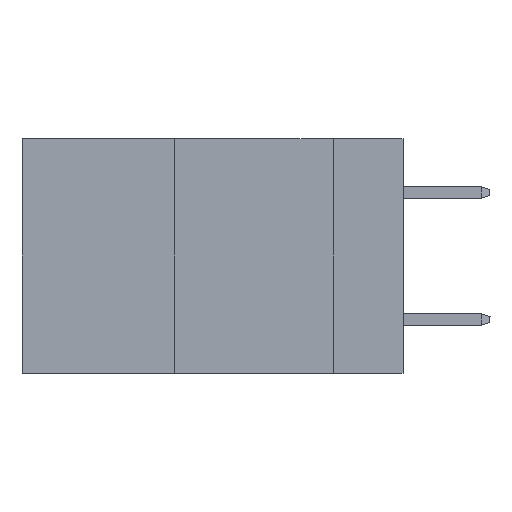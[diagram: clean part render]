
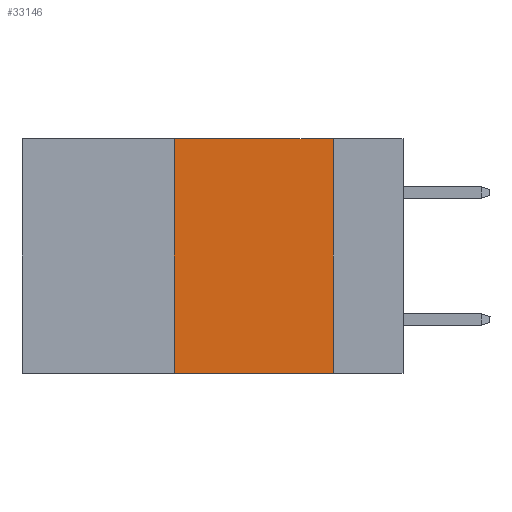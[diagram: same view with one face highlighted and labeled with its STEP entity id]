
A CAD part, left-side view. The second image highlights one B-rep face of the part: STEP entity #33146.
In plain terms, the highlighted planar face has unit normal (-1, 0, 0).
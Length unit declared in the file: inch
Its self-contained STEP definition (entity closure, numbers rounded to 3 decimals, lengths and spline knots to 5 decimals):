
#1188 = VECTOR ( 'NONE', #39120, 39.37008 ) ;
#4025 = LINE ( 'NONE', #17100, #23613 ) ;
#4697 = CARTESIAN_POINT ( 'NONE',  ( 0., 0.36, 0. ) ) ;
#4732 = CARTESIAN_POINT ( 'NONE',  ( 0., 0.6, 0. ) ) ;
#7360 = CARTESIAN_POINT ( 'NONE',  ( 0., 0.36, 0. ) ) ;
#7494 = EDGE_CURVE ( 'NONE', #14302, #36563, #37113, .T. ) ;
#7682 = EDGE_LOOP ( 'NONE', ( #18164, #33473, #26595, #29371 ) ) ;
#10435 = PLANE ( 'NONE',  #36668 ) ;
#10637 = FACE_OUTER_BOUND ( 'NONE', #7682, .T. ) ;
#10943 = DIRECTION ( 'NONE',  ( 0., -1., 0. ) ) ;
#14302 = VERTEX_POINT ( 'NONE', #7360 ) ;
#16017 = CARTESIAN_POINT ( 'NONE',  ( 0., 0.36, -0.37 ) ) ;
#16056 = VECTOR ( 'NONE', #10943, 39.37008 ) ;
#16748 = LINE ( 'NONE', #32986, #1188 ) ;
#17100 = CARTESIAN_POINT ( 'NONE',  ( 0., 0.6, -0.37 ) ) ;
#17950 = VECTOR ( 'NONE', #20528, 39.37008 ) ;
#18164 = ORIENTED_EDGE ( 'NONE', *, *, #39119, .F. ) ;
#20528 = DIRECTION ( 'NONE',  ( 0., 0., 1. ) ) ;
#20729 = CARTESIAN_POINT ( 'NONE',  ( 0., 0.11, 0. ) ) ;
#20970 = DIRECTION ( 'NONE',  ( 1., 0., 0. ) ) ;
#21230 = VERTEX_POINT ( 'NONE', #34213 ) ;
#22322 = EDGE_CURVE ( 'NONE', #23138, #14302, #27247, .T. ) ;
#22788 = DIRECTION ( 'NONE',  ( 0., -1., 0. ) ) ;
#23138 = VERTEX_POINT ( 'NONE', #16017 ) ;
#23613 = VECTOR ( 'NONE', #22788, 39.37008 ) ;
#26595 = ORIENTED_EDGE ( 'NONE', *, *, #22322, .F. ) ;
#27132 = EDGE_CURVE ( 'NONE', #23138, #21230, #4025, .T. ) ;
#27247 = LINE ( 'NONE', #4697, #17950 ) ;
#29371 = ORIENTED_EDGE ( 'NONE', *, *, #27132, .T. ) ;
#32986 = CARTESIAN_POINT ( 'NONE',  ( 0., 0.11, 0. ) ) ;
#33146 = ADVANCED_FACE ( 'NONE', ( #10637 ), #10435, .F. ) ;
#33473 = ORIENTED_EDGE ( 'NONE', *, *, #7494, .F. ) ;
#34213 = CARTESIAN_POINT ( 'NONE',  ( 0., 0.11, -0.37 ) ) ;
#36563 = VERTEX_POINT ( 'NONE', #20729 ) ;
#36606 = DIRECTION ( 'NONE',  ( 0., 0., -1. ) ) ;
#36668 = AXIS2_PLACEMENT_3D ( 'NONE', #4732, #20970, #36606 ) ;
#36888 = CARTESIAN_POINT ( 'NONE',  ( 0., 0.6, 0. ) ) ;
#37113 = LINE ( 'NONE', #36888, #16056 ) ;
#39119 = EDGE_CURVE ( 'NONE', #36563, #21230, #16748, .T. ) ;
#39120 = DIRECTION ( 'NONE',  ( 0., 0., -1. ) ) ;
